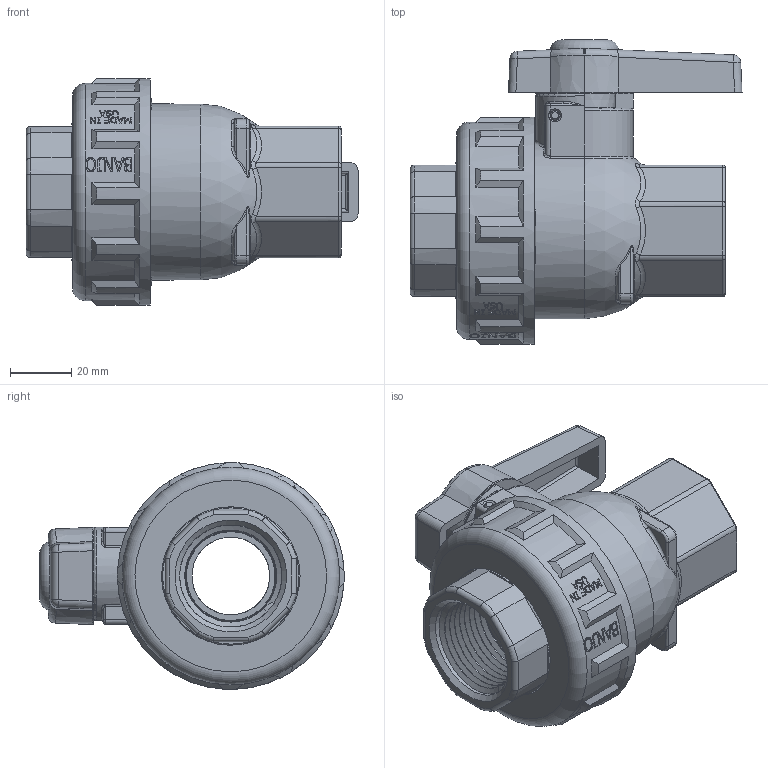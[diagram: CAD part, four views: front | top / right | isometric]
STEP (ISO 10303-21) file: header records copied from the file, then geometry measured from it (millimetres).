
FILE_DESCRIPTION(/* description */ ('1" FULL PORT UNION VALVE'),/* implementation_level */ '2;1');
FILE_NAME(/* name */ 'SUV100FP.stp',/* time_stamp */ '2023-10-02T13:05:57-04:00',/* author */ ('MJC'),/* organization */ (''),/* preprocessor_version */ 'ST-DEVELOPER v18.1',/* originating_system */ 'Autodesk Inventor 2022',/* authorisation */ '');
FILE_SCHEMA (('AUTOMOTIVE_DESIGN { 1 0 10303 214 3 1 1 }'));
Products named in the file (14): SUV100FP; SUV10254; UV10257; V10258B; SUV10153; F10E; WS20002; SUV10256; SUV10150; V10163E; V07353C; WS10255; WS10255M; WS10255X
Assembly tree (16 placements, depth 4):
  SUV100FP
    SUV10254
    UV10257
    V10258B  x2
    SUV10153
    F10E  x3
    WS20002
    SUV10256
    SUV10150
    V10163E
    V07353C
    WS10255
      WS10255M
        WS10255X
Bounding box: 108.33 x 99.31 x 73.99 mm (x, y, z)
Volume: 198435.7 mm3; surface area: 98211.2 mm2
Topology: 14 solids, 14 shells, 977 faces, 2440 edges, 1561 vertices
Faces by surface type: plane 413, bspline 197, cylinder 180, cone 102, torus 78, sphere 7
Full cylindrical faces by diameter (mm): 3.175 x2, 3.251 x1, 7.938 x1, 12.548 x1, 15.24 x1, 15.494 x4, 20.32 x4, 20.574 x1, 22.352 x1, 25.4 x4, 25.908 x2, 27.229 x2, 27.254 x1, 27.813 x2, 31.75 x1, 32.893 x2, 33.35 x3, 36.398 x1, 36.601 x1, 38.075 x2, 38.1 x2, 44.45 x1, 45.212 x1, 46.609 x1, 46.736 x1, 47.752 x1, 48.514 x1, 51.562 x1, 53.086 x1, 54.61 x1
Entity records: 58415 total; most frequent: CARTESIAN_POINT 36514, ORIENTED_EDGE 4788, DIRECTION 3887, EDGE_CURVE 2394, VERTEX_POINT 1535, AXIS2_PLACEMENT_3D 1417, EDGE_LOOP 1053, LINE 1053
